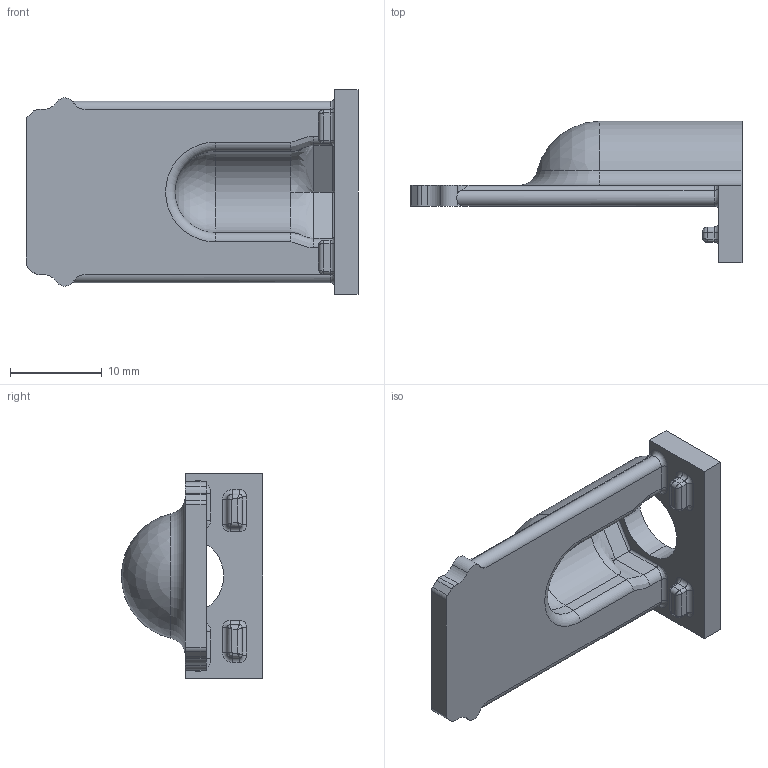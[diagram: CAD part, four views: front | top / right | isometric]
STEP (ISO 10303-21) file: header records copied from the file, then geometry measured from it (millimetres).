
FILE_DESCRIPTION((''),'2;1');
FILE_NAME('ARDUINOUPPERHOUSING','2020-09-04T10:35:27',('Matt Visnovsky'),(''),'CREO PARAMETRIC BY PTC INC, 2018100','CREO PARAMETRIC BY PTC INC, 2018100','');
FILE_SCHEMA(('CONFIG_CONTROL_DESIGN'));
Length unit declared in the file: inch
Products named in the file (1): ARDUINOUPPERHOUSING
Bounding box: 36.27 x 15.43 x 22.35 mm (x, y, z)
Volume: 2512.9 mm3; surface area: 2435.8 mm2
Topology: 1 solids, 1 shells, 117 faces, 277 edges, 163 vertices
Faces by surface type: cylinder 57, plane 28, bspline 18, torus 12, sphere 2
Entity records: 4482 total; most frequent: CARTESIAN_POINT 1815, ORIENTED_EDGE 552, DIRECTION 549, EDGE_CURVE 276, AXIS2_PLACEMENT_3D 208, VERTEX_POINT 163, VECTOR 133, LINE 133
